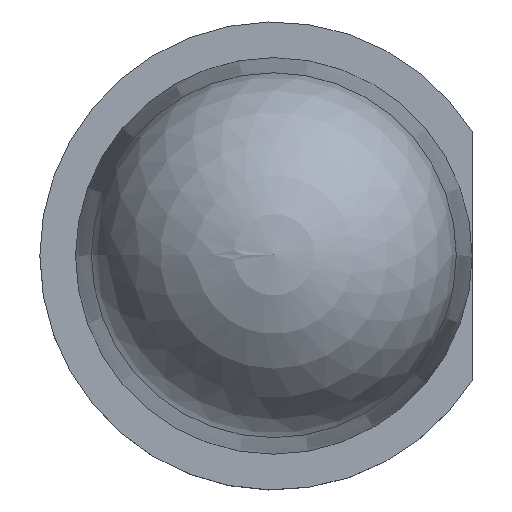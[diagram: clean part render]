
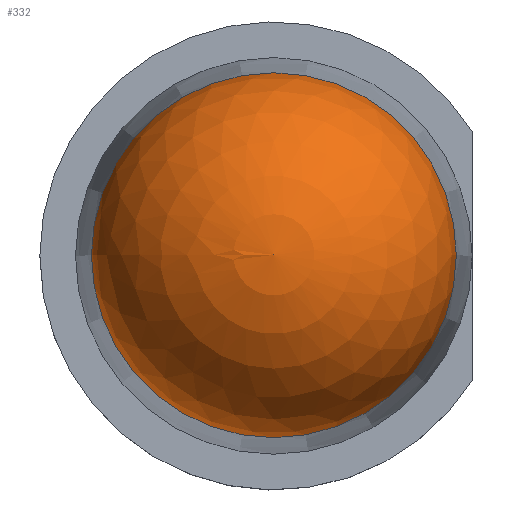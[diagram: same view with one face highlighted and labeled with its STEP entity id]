
A CAD part, top view. The second image highlights one B-rep face of the part: STEP entity #332.
In plain terms, the highlighted spherical face has radius 2.3 mm.
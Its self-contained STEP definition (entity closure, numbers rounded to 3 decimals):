
#332=ADVANCED_FACE('',(#564),#566,.T.);
#564=FACE_BOUND('',#565,.T.);
#565=EDGE_LOOP('',(#733,#734));
#566=SPHERICAL_SURFACE('',#567,2.3);
#567=AXIS2_PLACEMENT_3D('',#568,#569,#570);
#568=CARTESIAN_POINT('',(0.,0.,6.3));
#569=DIRECTION('',(-0.,-0.,-1.));
#570=DIRECTION('',(-1.,0.,0.));
#733=ORIENTED_EDGE('',*,*,#816,.T.);
#734=ORIENTED_EDGE('',*,*,#815,.T.);
#815=EDGE_CURVE('',#950,#951,#952,.F.);
#816=EDGE_CURVE('',#951,#950,#953,.F.);
#950=VERTEX_POINT('',#1250);
#951=VERTEX_POINT('',#1251);
#952=CIRCLE('',#1252,2.3);
#953=CIRCLE('',#1256,2.3);
#1250=CARTESIAN_POINT('',(-2.3,0.,6.3));
#1251=CARTESIAN_POINT('',(2.3,0.,6.3));
#1252=AXIS2_PLACEMENT_3D('',#1253,#1254,#1255);
#1253=CARTESIAN_POINT('',(0.,0.,6.3));
#1254=DIRECTION('',(0.,0.,-1.));
#1255=DIRECTION('',(1.,0.,0.));
#1256=AXIS2_PLACEMENT_3D('',#1257,#1258,#1259);
#1257=CARTESIAN_POINT('',(0.,0.,6.3));
#1258=DIRECTION('',(0.,0.,-1.));
#1259=DIRECTION('',(-1.,0.,0.));
